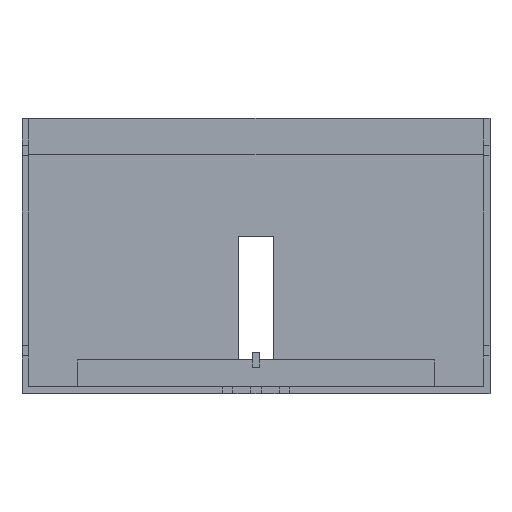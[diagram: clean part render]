
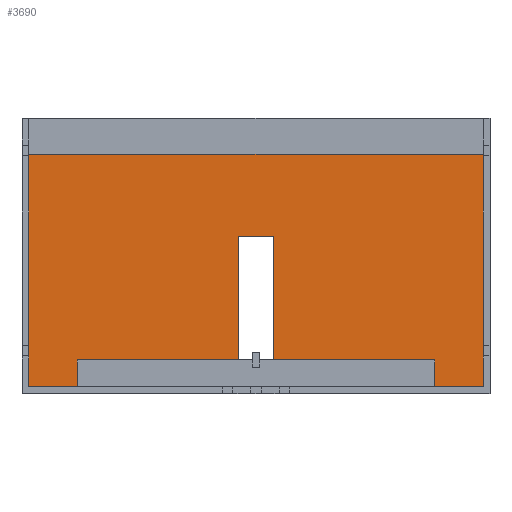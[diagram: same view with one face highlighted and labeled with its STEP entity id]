
A CAD part, top view. The second image highlights one B-rep face of the part: STEP entity #3690.
In plain terms, the highlighted planar face has unit normal (0, 0, 1).
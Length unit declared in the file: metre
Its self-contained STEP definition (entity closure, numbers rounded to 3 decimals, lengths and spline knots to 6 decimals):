
#1273=ORIENTED_EDGE('',*,*,#1324,.F.);
#1274=ORIENTED_EDGE('',*,*,#1315,.T.);
#1275=ORIENTED_EDGE('',*,*,#1798,.T.);
#1276=ORIENTED_EDGE('',*,*,#1790,.T.);
#1277=ORIENTED_EDGE('',*,*,#1793,.F.);
#1278=ORIENTED_EDGE('',*,*,#1834,.T.);
#1279=ORIENTED_EDGE('',*,*,#1319,.T.);
#1280=ORIENTED_EDGE('',*,*,#1833,.T.);
#1281=ORIENTED_EDGE('',*,*,#1825,.T.);
#1282=ORIENTED_EDGE('',*,*,#1781,.T.);
#1283=ORIENTED_EDGE('',*,*,#1813,.F.);
#1284=ORIENTED_EDGE('',*,*,#1832,.T.);
#1315=EDGE_CURVE('',#1849,#1848,#2211,.T.);
#1319=EDGE_CURVE('',#1853,#1852,#2215,.T.);
#1324=EDGE_CURVE('',#1849,#1856,#2220,.T.);
#1781=EDGE_CURVE('',#2172,#2173,#2530,.T.);
#1790=EDGE_CURVE('',#2179,#2178,#2539,.T.);
#1793=EDGE_CURVE('',#1859,#2178,#2542,.T.);
#1798=EDGE_CURVE('',#1848,#2179,#2547,.T.);
#1813=EDGE_CURVE('',#2190,#2173,#2562,.T.);
#1825=EDGE_CURVE('',#2192,#2172,#2574,.T.);
#1832=EDGE_CURVE('',#2190,#1856,#2581,.T.);
#1833=EDGE_CURVE('',#1852,#2192,#2582,.T.);
#1834=EDGE_CURVE('',#1859,#1853,#2583,.T.);
#1848=VERTEX_POINT('',#4669);
#1849=VERTEX_POINT('',#4671);
#1852=VERTEX_POINT('',#4678);
#1853=VERTEX_POINT('',#4680);
#1856=VERTEX_POINT('',#4687);
#1859=VERTEX_POINT('',#4696);
#2172=VERTEX_POINT('',#6190);
#2173=VERTEX_POINT('',#6191);
#2178=VERTEX_POINT('',#6206);
#2179=VERTEX_POINT('',#6208);
#2190=VERTEX_POINT('',#6247);
#2192=VERTEX_POINT('',#6268);
#2211=LINE('',#4670,#2602);
#2215=LINE('',#4679,#2606);
#2220=LINE('',#4689,#2611);
#2530=LINE('',#6189,#2921);
#2539=LINE('',#6207,#2930);
#2542=LINE('',#6213,#2933);
#2547=LINE('',#6221,#2938);
#2562=LINE('',#6248,#2953);
#2574=LINE('',#6267,#2965);
#2581=LINE('',#6282,#2972);
#2582=LINE('',#6283,#2973);
#2583=LINE('',#6285,#2974);
#2602=VECTOR('',#3915,1.);
#2606=VECTOR('',#3921,1.);
#2611=VECTOR('',#3928,1.);
#2921=VECTOR('',#4532,1.);
#2930=VECTOR('',#4545,1.);
#2933=VECTOR('',#4550,1.);
#2938=VECTOR('',#4559,1.);
#2953=VECTOR('',#4580,1.);
#2965=VECTOR('',#4604,1.);
#2972=VECTOR('',#4623,1.);
#2973=VECTOR('',#4624,1.);
#2974=VECTOR('',#4627,1.);
#3173=EDGE_LOOP('',(#1273,#1274,#1275,#1276,#1277,#1278,#1279,#1280,#1281,
#1282,#1283,#1284));
#3373=FACE_BOUND('',#3173,.T.);
#3500=PLANE('',#3881);
#3690=ADVANCED_FACE('',(#3373),#3500,.T.);
#3881=AXIS2_PLACEMENT_3D('',#6284,#4625,#4626);
#3915=DIRECTION('',(1.,0.,0.));
#3921=DIRECTION('',(0.,-1.,0.));
#3928=DIRECTION('',(0.,-1.,0.));
#4532=DIRECTION('',(-1.,0.,0.));
#4545=DIRECTION('',(1.,0.,0.));
#4550=DIRECTION('',(0.,1.,0.));
#4559=DIRECTION('',(0.,1.,0.));
#4580=DIRECTION('',(0.,1.,0.));
#4604=DIRECTION('',(0.,1.,0.));
#4623=DIRECTION('',(1.,0.,0.));
#4624=DIRECTION('',(1.,0.,0.));
#4625=DIRECTION('',(0.,0.,1.));
#4626=DIRECTION('',(1.,0.,0.));
#4627=DIRECTION('',(1.,0.,0.));
#4669=CARTESIAN_POINT('',(-0.005,-0.0291,0.005));
#4670=CARTESIAN_POINT('',(0.,-0.0291,0.005));
#4671=CARTESIAN_POINT('',(-0.05,-0.0291,0.005));
#4678=CARTESIAN_POINT('',(0.05,-0.0366,0.005));
#4679=CARTESIAN_POINT('',(0.05,-0.0291,0.005));
#4680=CARTESIAN_POINT('',(0.05,-0.0291,0.005));
#4687=CARTESIAN_POINT('',(-0.05,-0.0366,0.005));
#4689=CARTESIAN_POINT('',(-0.05,-0.0291,0.005));
#4696=CARTESIAN_POINT('',(0.005,-0.0291,0.005));
#6189=CARTESIAN_POINT('',(0.,0.0285,0.005));
#6190=CARTESIAN_POINT('',(0.0636,0.0285,0.005));
#6191=CARTESIAN_POINT('',(-0.0636,0.0285,0.005));
#6206=CARTESIAN_POINT('',(0.005,0.0054,0.005));
#6207=CARTESIAN_POINT('',(0.,0.0054,0.005));
#6208=CARTESIAN_POINT('',(-0.005,0.0054,0.005));
#6213=CARTESIAN_POINT('',(0.005,-0.0156,0.005));
#6221=CARTESIAN_POINT('',(-0.005,-0.0156,0.005));
#6247=CARTESIAN_POINT('',(-0.0636,-0.0366,0.005));
#6248=CARTESIAN_POINT('',(-0.0636,-0.00405,0.005));
#6267=CARTESIAN_POINT('',(0.0636,-0.00405,0.005));
#6268=CARTESIAN_POINT('',(0.0636,-0.0366,0.005));
#6282=CARTESIAN_POINT('',(0.0343,-0.0366,0.005));
#6283=CARTESIAN_POINT('',(0.0343,-0.0366,0.005));
#6284=CARTESIAN_POINT('',(0.,0.,0.005));
#6285=CARTESIAN_POINT('',(0.,-0.0291,0.005));
